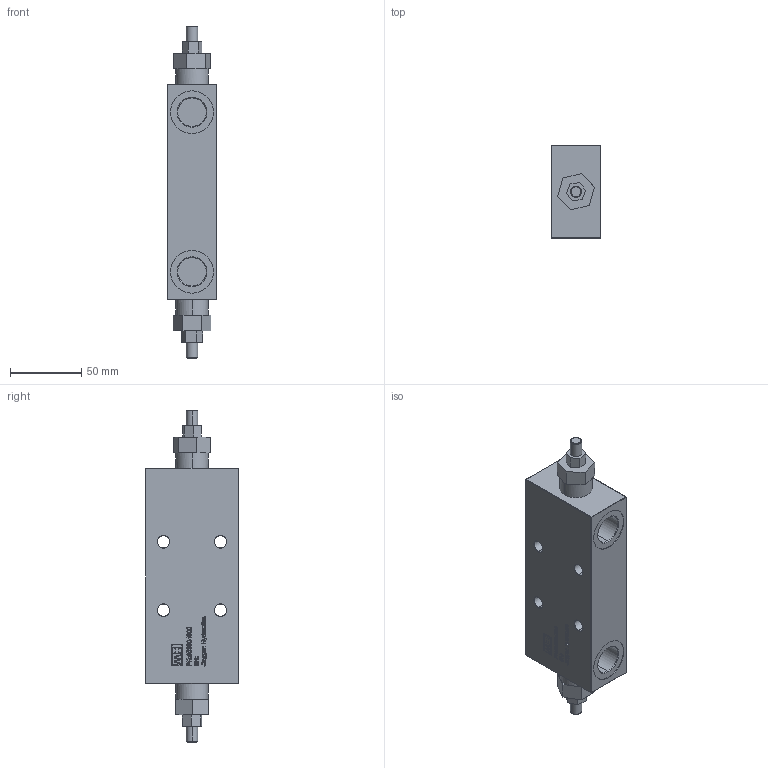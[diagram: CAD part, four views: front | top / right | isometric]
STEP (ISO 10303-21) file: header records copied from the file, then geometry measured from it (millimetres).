
FILE_DESCRIPTION (( 'STEP AP214' ), '1' );
FILE_NAME ('04P048102.STEP', '2024-01-21T13:15:08', ( '' ), ( '' ), 'SwSTEP 2.0', 'SolidWorks 2022', '' );
FILE_SCHEMA (( 'AUTOMOTIVE_DESIGN' ));
Length unit declared in the file: millimetre
Products named in the file (1): 04P048102
Bounding box: 35 x 65 x 233 mm (x, y, z)
Volume: 343444.5 mm3; surface area: 45820.7 mm2
Topology: 1 solids, 1 shells, 632 faces, 1626 edges, 1064 vertices
Faces by surface type: plane 334, bspline 242, cylinder 32, cone 24
Entity records: 30809 total; most frequent: CARTESIAN_POINT 16933, ORIENTED_EDGE 3252, DIRECTION 2024, EDGE_CURVE 1626, VERTEX_POINT 1064, VECTOR 1042, LINE 1042, EDGE_LOOP 708
